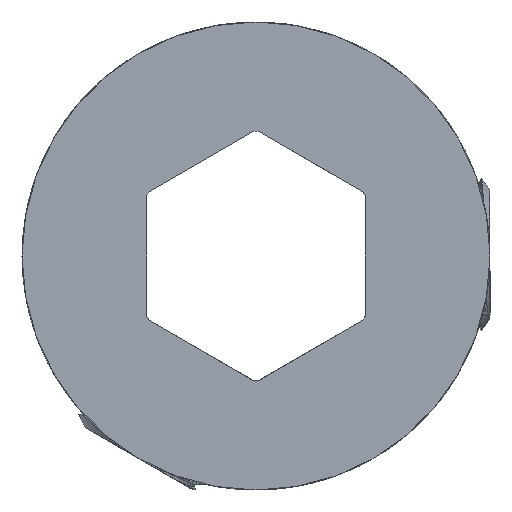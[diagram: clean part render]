
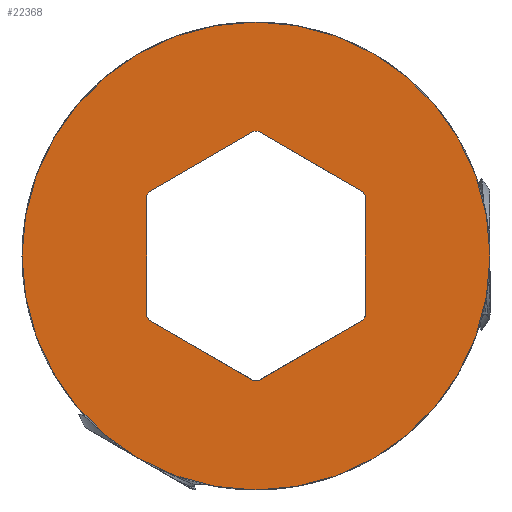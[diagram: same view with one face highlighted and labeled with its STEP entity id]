
A CAD part, front view. The second image highlights one B-rep face of the part: STEP entity #22368.
In plain terms, the highlighted planar face has unit normal (0, -1, 0).
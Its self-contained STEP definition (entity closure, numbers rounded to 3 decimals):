
#5918 = VERTEX_POINT('',#5919);
#5919 = CARTESIAN_POINT('',(0.,-18.5,
    31.5));
#5925 = EDGE_CURVE('',#5926,#5918,#5928,.T.);
#5926 = VERTEX_POINT('',#5927);
#5927 = CARTESIAN_POINT('',(0.,-18.5,16.5));
#5928 = CIRCLE('',#5929,7.5);
#5929 = AXIS2_PLACEMENT_3D('',#5930,#5931,#5932);
#5930 = CARTESIAN_POINT('',(0.,-18.5,24.));
#5931 = DIRECTION('',(0.,-1.,0.));
#5932 = DIRECTION('',(0.,0.,-1.));
#6062 = VERTEX_POINT('',#6063);
#6063 = CARTESIAN_POINT('',(0.073,-18.5,
    20.001));
#6069 = EDGE_CURVE('',#6062,#6070,#6072,.T.);
#6070 = VERTEX_POINT('',#6071);
#6071 = CARTESIAN_POINT('',(0.,-18.5,20.));
#6072 = CIRCLE('',#6073,4.);
#6073 = AXIS2_PLACEMENT_3D('',#6074,#6075,#6076);
#6074 = CARTESIAN_POINT('',(0.,-18.5,
    24.));
#6075 = DIRECTION('',(0.,1.,0.));
#6076 = DIRECTION('',(0.,0.,-1.));
#6205 = EDGE_CURVE('',#6070,#6206,#6208,.T.);
#6206 = VERTEX_POINT('',#6207);
#6207 = CARTESIAN_POINT('',(-0.073,-18.5,
    20.001));
#6208 = CIRCLE('',#6209,4.);
#6209 = AXIS2_PLACEMENT_3D('',#6210,#6211,#6212);
#6210 = CARTESIAN_POINT('',(0.,-18.5,
    24.));
#6211 = DIRECTION('',(0.,1.,0.));
#6212 = DIRECTION('',(0.,0.,-1.));
#6249 = VERTEX_POINT('',#6250);
#6250 = CARTESIAN_POINT('',(-3.5,-18.5,25.936));
#6256 = EDGE_CURVE('',#6257,#6249,#6259,.T.);
#6257 = VERTEX_POINT('',#6258);
#6258 = CARTESIAN_POINT('',(-3.5,-18.5,22.064));
#6259 = LINE('',#6260,#6261);
#6260 = CARTESIAN_POINT('',(-3.5,-18.5,24.));
#6261 = VECTOR('',#6262,1.);
#6262 = DIRECTION('',(0.,0.,1.));
#6471 = EDGE_CURVE('',#6472,#6062,#6474,.T.);
#6472 = VERTEX_POINT('',#6473);
#6473 = CARTESIAN_POINT('',(3.427,-18.5,
    21.937));
#6474 = LINE('',#6475,#6476);
#6475 = CARTESIAN_POINT('',(1.75,-18.5,20.969));
#6476 = VECTOR('',#6477,1.);
#6477 = DIRECTION('',(-0.866,0.,-0.5));
#6590 = VERTEX_POINT('',#6591);
#6591 = CARTESIAN_POINT('',(-0.073,-18.5,
    27.999));
#6597 = EDGE_CURVE('',#6590,#6598,#6600,.T.);
#6598 = VERTEX_POINT('',#6599);
#6599 = CARTESIAN_POINT('',(0.073,-18.5,
    27.999));
#6600 = CIRCLE('',#6601,4.);
#6601 = AXIS2_PLACEMENT_3D('',#6602,#6603,#6604);
#6602 = CARTESIAN_POINT('',(0.,-18.5,
    24.));
#6603 = DIRECTION('',(0.,1.,0.));
#6604 = DIRECTION('',(0.,0.,-1.));
#6630 = EDGE_CURVE('',#6249,#6631,#6633,.T.);
#6631 = VERTEX_POINT('',#6632);
#6632 = CARTESIAN_POINT('',(-3.427,-18.5,
    26.063));
#6633 = CIRCLE('',#6634,4.);
#6634 = AXIS2_PLACEMENT_3D('',#6635,#6636,#6637);
#6635 = CARTESIAN_POINT('',(0.,-18.5,
    24.));
#6636 = DIRECTION('',(0.,1.,0.));
#6637 = DIRECTION('',(0.,0.,-1.));
#6785 = VERTEX_POINT('',#6786);
#6786 = CARTESIAN_POINT('',(3.427,-18.5,
    26.063));
#6792 = EDGE_CURVE('',#6598,#6785,#6793,.T.);
#6793 = LINE('',#6794,#6795);
#6794 = CARTESIAN_POINT('',(1.75,-18.5,27.031));
#6795 = VECTOR('',#6796,1.);
#6796 = DIRECTION('',(0.866,0.,-0.5));
#6814 = EDGE_CURVE('',#6631,#6590,#6815,.T.);
#6815 = LINE('',#6816,#6817);
#6816 = CARTESIAN_POINT('',(-1.75,-18.5,27.031));
#6817 = VECTOR('',#6818,1.);
#6818 = DIRECTION('',(0.866,0.,0.5));
#7052 = VERTEX_POINT('',#7053);
#7053 = CARTESIAN_POINT('',(-3.427,-18.5,
    21.937));
#7059 = EDGE_CURVE('',#7052,#6257,#7060,.T.);
#7060 = CIRCLE('',#7061,4.);
#7061 = AXIS2_PLACEMENT_3D('',#7062,#7063,#7064);
#7062 = CARTESIAN_POINT('',(0.,-18.5,
    24.));
#7063 = DIRECTION('',(0.,1.,0.));
#7064 = DIRECTION('',(0.,0.,-1.));
#7074 = EDGE_CURVE('',#6206,#7052,#7075,.T.);
#7075 = LINE('',#7076,#7077);
#7076 = CARTESIAN_POINT('',(-1.75,-18.5,20.969));
#7077 = VECTOR('',#7078,1.);
#7078 = DIRECTION('',(-0.866,0.,0.5));
#7132 = VERTEX_POINT('',#7133);
#7133 = CARTESIAN_POINT('',(3.5,-18.5,22.064));
#7139 = EDGE_CURVE('',#7132,#6472,#7140,.T.);
#7140 = CIRCLE('',#7141,4.);
#7141 = AXIS2_PLACEMENT_3D('',#7142,#7143,#7144);
#7142 = CARTESIAN_POINT('',(0.,-18.5,
    24.));
#7143 = DIRECTION('',(0.,1.,0.));
#7144 = DIRECTION('',(0.,0.,-1.));
#7154 = EDGE_CURVE('',#7155,#7132,#7157,.T.);
#7155 = VERTEX_POINT('',#7156);
#7156 = CARTESIAN_POINT('',(3.5,-18.5,25.936));
#7157 = LINE('',#7158,#7159);
#7158 = CARTESIAN_POINT('',(3.5,-18.5,24.));
#7159 = VECTOR('',#7160,1.);
#7160 = DIRECTION('',(0.,0.,-1.));
#7190 = EDGE_CURVE('',#6785,#7155,#7191,.T.);
#7191 = CIRCLE('',#7192,4.);
#7192 = AXIS2_PLACEMENT_3D('',#7193,#7194,#7195);
#7193 = CARTESIAN_POINT('',(0.,-18.5,
    24.));
#7194 = DIRECTION('',(0.,1.,0.));
#7195 = DIRECTION('',(0.,0.,-1.));
#7244 = EDGE_CURVE('',#5918,#5926,#7245,.T.);
#7245 = CIRCLE('',#7246,7.5);
#7246 = AXIS2_PLACEMENT_3D('',#7247,#7248,#7249);
#7247 = CARTESIAN_POINT('',(0.,-18.5,24.));
#7248 = DIRECTION('',(0.,-1.,0.));
#7249 = DIRECTION('',(0.,0.,-1.));
#22368 = ADVANCED_FACE('',(#22369,#22373),#22388,.T.);
#22369 = FACE_BOUND('',#22370,.T.);
#22370 = EDGE_LOOP('',(#22371,#22372));
#22371 = ORIENTED_EDGE('',*,*,#5925,.T.);
#22372 = ORIENTED_EDGE('',*,*,#7244,.T.);
#22373 = FACE_BOUND('',#22374,.T.);
#22374 = EDGE_LOOP('',(#22375,#22376,#22377,#22378,#22379,#22380,#22381,
    #22382,#22383,#22384,#22385,#22386,#22387));
#22375 = ORIENTED_EDGE('',*,*,#7074,.T.);
#22376 = ORIENTED_EDGE('',*,*,#7059,.T.);
#22377 = ORIENTED_EDGE('',*,*,#6256,.T.);
#22378 = ORIENTED_EDGE('',*,*,#6630,.T.);
#22379 = ORIENTED_EDGE('',*,*,#6814,.T.);
#22380 = ORIENTED_EDGE('',*,*,#6597,.T.);
#22381 = ORIENTED_EDGE('',*,*,#6792,.T.);
#22382 = ORIENTED_EDGE('',*,*,#7190,.T.);
#22383 = ORIENTED_EDGE('',*,*,#7154,.T.);
#22384 = ORIENTED_EDGE('',*,*,#7139,.T.);
#22385 = ORIENTED_EDGE('',*,*,#6471,.T.);
#22386 = ORIENTED_EDGE('',*,*,#6069,.T.);
#22387 = ORIENTED_EDGE('',*,*,#6205,.T.);
#22388 = PLANE('',#22389);
#22389 = AXIS2_PLACEMENT_3D('',#22390,#22391,#22392);
#22390 = CARTESIAN_POINT('',(0.,-18.5,24.));
#22391 = DIRECTION('',(0.,-1.,0.));
#22392 = DIRECTION('',(0.,-0.,-1.));
